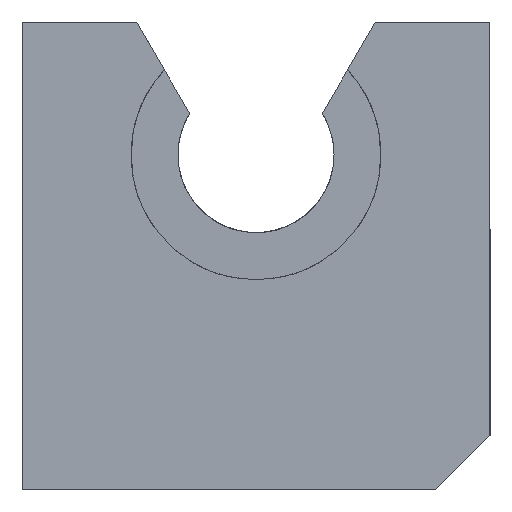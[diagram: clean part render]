
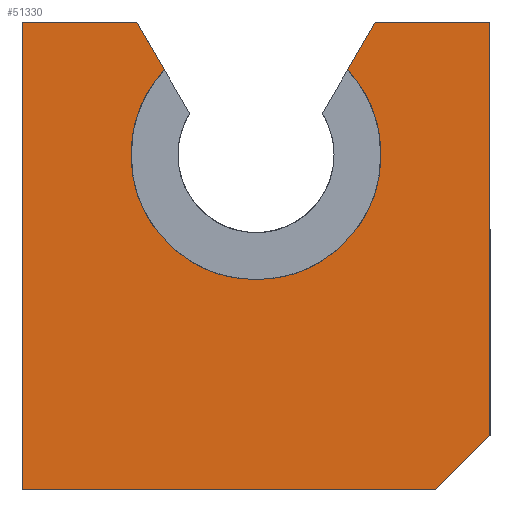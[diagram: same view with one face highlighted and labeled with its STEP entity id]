
A CAD part, left-side view. The second image highlights one B-rep face of the part: STEP entity #51330.
In plain terms, the highlighted free-form (B-spline) face has degree [1, 1] with [2, 2] control points.
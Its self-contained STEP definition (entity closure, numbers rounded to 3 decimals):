
#49800 = CARTESIAN_POINT ('', (0., 0., 60.));
#49810 = VERTEX_POINT ('', #49800);
#49820 = CARTESIAN_POINT ('', (0., 14.726, 60.));
#49830 = VERTEX_POINT ('', #49820);
#49840 = CARTESIAN_POINT ('', (0., 0., 60.));
#49850 = CARTESIAN_POINT ('', (0., 14.726, 60.));
#49860 = B_SPLINE_CURVE_WITH_KNOTS ('', 1, (#49840, #49850), .UNSPECIFIED., .F., .U., (2, 2), (0., 1.), .UNSPECIFIED.);
#49870 = EDGE_CURVE ('', #49810, #49830, #49860, .T.);
#49880 = ORIENTED_EDGE ('', *, *, #49870, .T.);
#49890 = CARTESIAN_POINT ('', (0., 18.263, 53.874));
#49900 = VERTEX_POINT ('', #49890);
#49910 = CARTESIAN_POINT ('', (0., 14.726, 60.));
#49920 = CARTESIAN_POINT ('', (0., 15.905, 57.958));
#49930 = CARTESIAN_POINT ('', (0., 17.084, 55.916));
#49940 = CARTESIAN_POINT ('', (0., 18.263, 53.874));
#49950 = B_SPLINE_CURVE_WITH_KNOTS ('', 3, (#49910, #49920, #49930, #49940), .UNSPECIFIED., .F., .U., (4, 4), (0., 1.), .UNSPECIFIED.);
#49960 = EDGE_CURVE ('', #49830, #49900, #49950, .T.);
#49970 = ORIENTED_EDGE ('', *, *, #49960, .T.);
#49980 = CARTESIAN_POINT ('', (0., 14., 43.));
#49990 = VERTEX_POINT ('', #49980);
#50000 = CARTESIAN_POINT ('', (0., 18.256, 53.866));
#50010 = CARTESIAN_POINT ('', (0., 15.419, 50.8));
#50020 = CARTESIAN_POINT ('', (0., 14., 47.178));
#50030 = CARTESIAN_POINT ('', (0., 14., 43.));
#50040 = B_SPLINE_CURVE_WITH_KNOTS ('', 3, (#50000, #50010, #50020, #50030), .UNSPECIFIED., .F., .U., (4, 4), (0., 1.), .UNSPECIFIED.);
#50050 = EDGE_CURVE ('', #49900, #49990, #50040, .T.);
#50060 = ORIENTED_EDGE ('', *, *, #50050, .T.);
#50070 = CARTESIAN_POINT ('', (0., 46., 43.));
#50080 = VERTEX_POINT ('', #50070);
#50090 = CARTESIAN_POINT ('', (0., 14., 43.));
#50100 = CARTESIAN_POINT ('', (0., 14., 40.792));
#50110 = CARTESIAN_POINT ('', (0., 14.391, 38.745));
#50120 = CARTESIAN_POINT ('', (0., 15.172, 36.859));
#50130 = CARTESIAN_POINT ('', (0., 15.562, 35.917));
#50140 = CARTESIAN_POINT ('', (0., 16.05, 35.014));
#50150 = CARTESIAN_POINT ('', (0., 16.636, 34.152));
#50160 = CARTESIAN_POINT ('', (0., 16.929, 33.721));
#50170 = CARTESIAN_POINT ('', (0., 17.246, 33.3));
#50180 = CARTESIAN_POINT ('', (0., 17.588, 32.889));
#50190 = CARTESIAN_POINT ('', (0., 17.759, 32.683));
#50200 = CARTESIAN_POINT ('', (0., 17.936, 32.48));
#50210 = CARTESIAN_POINT ('', (0., 18.119, 32.28));
#50220 = CARTESIAN_POINT ('', (0., 18.21, 32.18));
#50230 = CARTESIAN_POINT ('', (0., 18.303, 32.08));
#50240 = CARTESIAN_POINT ('', (0., 18.398, 31.981));
#50250 = CARTESIAN_POINT ('', (0., 18.445, 31.932));
#50260 = CARTESIAN_POINT ('', (0., 18.493, 31.882));
#50270 = CARTESIAN_POINT ('', (0., 18.541, 31.833));
#50280 = CARTESIAN_POINT ('', (0., 18.565, 31.809));
#50290 = CARTESIAN_POINT ('', (0., 18.589, 31.784));
#50300 = CARTESIAN_POINT ('', (0., 18.613, 31.76));
#50310 = CARTESIAN_POINT ('', (0., 18.625, 31.747));
#50320 = CARTESIAN_POINT ('', (0., 18.638, 31.735));
#50330 = CARTESIAN_POINT ('', (0., 18.65, 31.723));
#50340 = CARTESIAN_POINT ('', (0., 18.662, 31.711));
#50350 = CARTESIAN_POINT ('', (0., 18.674, 31.698));
#50360 = CARTESIAN_POINT ('', (0., 18.686, 31.686));
#50370 = CARTESIAN_POINT ('', (0., 21.807, 28.564));
#50380 = CARTESIAN_POINT ('', (0., 25.578, 27.001));
#50390 = CARTESIAN_POINT ('', (0., 30., 27.));
#50400 = CARTESIAN_POINT ('', (0., 32.207, 26.999));
#50410 = CARTESIAN_POINT ('', (0., 34.254, 27.389));
#50420 = CARTESIAN_POINT ('', (0., 36.139, 28.171));
#50430 = CARTESIAN_POINT ('', (0., 37.082, 28.561));
#50440 = CARTESIAN_POINT ('', (0., 37.985, 29.049));
#50450 = CARTESIAN_POINT ('', (0., 38.847, 29.635));
#50460 = CARTESIAN_POINT ('', (0., 39.278, 29.928));
#50470 = CARTESIAN_POINT ('', (0., 39.7, 30.246));
#50480 = CARTESIAN_POINT ('', (0., 40.111, 30.587));
#50490 = CARTESIAN_POINT ('', (0., 40.316, 30.758));
#50500 = CARTESIAN_POINT ('', (0., 40.519, 30.935));
#50510 = CARTESIAN_POINT ('', (0., 40.72, 31.119));
#50520 = CARTESIAN_POINT ('', (0., 40.82, 31.21));
#50530 = CARTESIAN_POINT ('', (0., 40.92, 31.303));
#50540 = CARTESIAN_POINT ('', (0., 41.019, 31.398));
#50550 = CARTESIAN_POINT ('', (0., 41.068, 31.445));
#50560 = CARTESIAN_POINT ('', (0., 41.117, 31.493));
#50570 = CARTESIAN_POINT ('', (0., 41.167, 31.541));
#50580 = CARTESIAN_POINT ('', (0., 41.191, 31.565));
#50590 = CARTESIAN_POINT ('', (0., 41.216, 31.589));
#50600 = CARTESIAN_POINT ('', (0., 41.24, 31.613));
#50610 = CARTESIAN_POINT ('', (0., 41.253, 31.625));
#50620 = CARTESIAN_POINT ('', (0., 41.265, 31.638));
#50630 = CARTESIAN_POINT ('', (0., 41.277, 31.65));
#50640 = CARTESIAN_POINT ('', (0., 41.289, 31.662));
#50650 = CARTESIAN_POINT ('', (0., 41.302, 31.674));
#50660 = CARTESIAN_POINT ('', (0., 41.314, 31.686));
#50670 = CARTESIAN_POINT ('', (0., 44.438, 34.808));
#50680 = CARTESIAN_POINT ('', (0., 46., 38.58));
#50690 = CARTESIAN_POINT ('', (0., 46., 43.));
#50700 = B_SPLINE_CURVE_WITH_KNOTS ('', 3, (#50090, #50100, #50110, #50120, #50130, #50140, #50150, #50160, #50170, #50180, #50190, #50200, #50210, #50220, #50230, #50240, #50250, #50260, #50270, #50280, #50290, #50300, #50310, #50320, #50330, #50340, #50350, #50360, #50370, #50380, #50390, #50400, #50410, #50420, #50430, #50440, #50450, #50460, #50470, #50480, #50490, #50500, #50510, #50520, #50530, #50540, #50550, #50560, #50570, #50580, #50590, #50600, #50610, #50620, #50630, #50640, #50650, #50660, #50670, #50680, #50690), .UNSPECIFIED., .F., .U., (4, 3, 3, 3, 3, 3, 3, 3, 3, 3, 3, 3, 3, 3, 3, 3, 3, 3, 3, 3, 4), (0., 0.125, 0.188, 0.219, 0.234, 0.242, 0.246, 0.248, 0.249, 0.25, 0.5, 0.625, 0.688, 0.719, 0.734, 0.742, 0.746, 0.748, 0.749, 0.75, 1.), .UNSPECIFIED.);
#50710 = EDGE_CURVE ('', #49990, #50080, #50700, .T.);
#50720 = ORIENTED_EDGE ('', *, *, #50710, .T.);
#50730 = CARTESIAN_POINT ('', (0., 41.744, 53.866));
#50740 = VERTEX_POINT ('', #50730);
#50750 = CARTESIAN_POINT ('', (0., 46., 43.));
#50760 = CARTESIAN_POINT ('', (0., 46., 47.178));
#50770 = CARTESIAN_POINT ('', (0., 44.581, 50.8));
#50780 = CARTESIAN_POINT ('', (0., 41.744, 53.866));
#50790 = B_SPLINE_CURVE_WITH_KNOTS ('', 3, (#50750, #50760, #50770, #50780), .UNSPECIFIED., .F., .U., (4, 4), (0., 1.), .UNSPECIFIED.);
#50800 = EDGE_CURVE ('', #50080, #50740, #50790, .T.);
#50810 = ORIENTED_EDGE ('', *, *, #50800, .T.);
#50820 = CARTESIAN_POINT ('', (0., 45.274, 60.));
#50830 = VERTEX_POINT ('', #50820);
#50840 = CARTESIAN_POINT ('', (0., 41.737, 53.874));
#50850 = CARTESIAN_POINT ('', (0., 42.916, 55.916));
#50860 = CARTESIAN_POINT ('', (0., 44.095, 57.958));
#50870 = CARTESIAN_POINT ('', (0., 45.274, 60.));
#50880 = B_SPLINE_CURVE_WITH_KNOTS ('', 3, (#50840, #50850, #50860, #50870), .UNSPECIFIED., .F., .U., (4, 4), (0., 1.), .UNSPECIFIED.);
#50890 = EDGE_CURVE ('', #50740, #50830, #50880, .T.);
#50900 = ORIENTED_EDGE ('', *, *, #50890, .T.);
#50910 = CARTESIAN_POINT ('', (0., 60., 60.));
#50920 = VERTEX_POINT ('', #50910);
#50930 = CARTESIAN_POINT ('', (0., 45.274, 60.));
#50940 = CARTESIAN_POINT ('', (0., 60., 60.));
#50950 = B_SPLINE_CURVE_WITH_KNOTS ('', 1, (#50930, #50940), .UNSPECIFIED., .F., .U., (2, 2), (0., 1.), .UNSPECIFIED.);
#50960 = EDGE_CURVE ('', #50830, #50920, #50950, .T.);
#50970 = ORIENTED_EDGE ('', *, *, #50960, .T.);
#50980 = CARTESIAN_POINT ('', (0., 60., 0.));
#50990 = VERTEX_POINT ('', #50980);
#51000 = CARTESIAN_POINT ('', (0., 60., 60.));
#51010 = CARTESIAN_POINT ('', (0., 60., 0.));
#51020 = B_SPLINE_CURVE_WITH_KNOTS ('', 1, (#51000, #51010), .UNSPECIFIED., .F., .U., (2, 2), (0., 1.), .UNSPECIFIED.);
#51030 = EDGE_CURVE ('', #50920, #50990, #51020, .T.);
#51040 = ORIENTED_EDGE ('', *, *, #51030, .T.);
#51050 = CARTESIAN_POINT ('', (0., 7., 0.));
#51060 = VERTEX_POINT ('', #51050);
#51070 = CARTESIAN_POINT ('', (0., 60., 0.));
#51080 = CARTESIAN_POINT ('', (0., 7., 0.));
#51090 = B_SPLINE_CURVE_WITH_KNOTS ('', 1, (#51070, #51080), .UNSPECIFIED., .F., .U., (2, 2), (0., 1.), .UNSPECIFIED.);
#51100 = EDGE_CURVE ('', #50990, #51060, #51090, .T.);
#51110 = ORIENTED_EDGE ('', *, *, #51100, .T.);
#51120 = CARTESIAN_POINT ('', (0., 0., 7.));
#51130 = VERTEX_POINT ('', #51120);
#51140 = CARTESIAN_POINT ('', (0., 7., 0.));
#51150 = CARTESIAN_POINT ('', (0., 4.667, 2.333));
#51160 = CARTESIAN_POINT ('', (0., 2.333, 4.667));
#51170 = CARTESIAN_POINT ('', (0., 0., 7.));
#51180 = B_SPLINE_CURVE_WITH_KNOTS ('', 3, (#51140, #51150, #51160, #51170), .UNSPECIFIED., .F., .U., (4, 4), (0., 1.), .UNSPECIFIED.);
#51190 = EDGE_CURVE ('', #51060, #51130, #51180, .T.);
#51200 = ORIENTED_EDGE ('', *, *, #51190, .T.);
#51210 = CARTESIAN_POINT ('', (0., 0., 7.));
#51220 = CARTESIAN_POINT ('', (0., 0., 60.));
#51230 = B_SPLINE_CURVE_WITH_KNOTS ('', 1, (#51210, #51220), .UNSPECIFIED., .F., .U., (2, 2), (0., 1.), .UNSPECIFIED.);
#51240 = EDGE_CURVE ('', #51130, #49810, #51230, .T.);
#51250 = ORIENTED_EDGE ('', *, *, #51240, .T.);
#51260 = EDGE_LOOP ('', (#49880, #49970, #50060, #50720, #50810, #50900, #50970, #51040, #51110, #51200, #51250));
#51270 = FACE_OUTER_BOUND ('', #51260, .T.);
#51280 = CARTESIAN_POINT ('', (0., 0., 0.));
#51290 = CARTESIAN_POINT ('', (0., 60., 0.));
#51300 = CARTESIAN_POINT ('', (0., 0., 60.));
#51310 = CARTESIAN_POINT ('', (0., 60., 60.));
#51320 = B_SPLINE_SURFACE_WITH_KNOTS ('', 1, 1, ((#51280, #51290), (#51300, #51310)), .UNSPECIFIED., .F., .F., .U., (2, 2), (2, 2), (0., 1.), (0., 1.), .UNSPECIFIED.);
#51330 = ADVANCED_FACE ('', (#51270), #51320, .T.);
